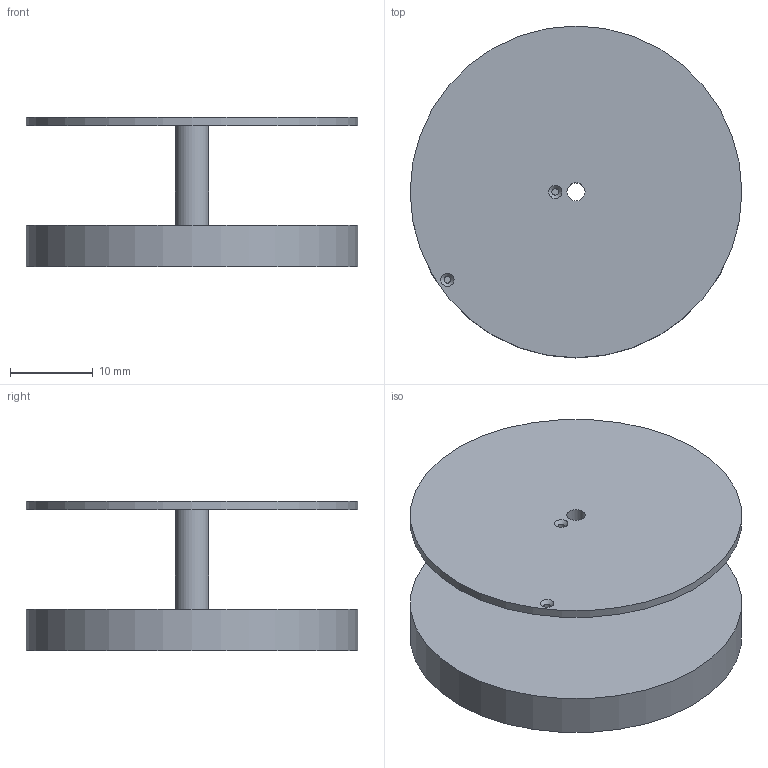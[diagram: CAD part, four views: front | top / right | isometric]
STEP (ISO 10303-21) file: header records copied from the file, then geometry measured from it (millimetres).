
FILE_DESCRIPTION(/* description */ (''),/* implementation_level */ '2;1');
FILE_NAME(/* name */ 'Bobbin_z.stp',/* time_stamp */ '2025-07-23T17:05:54+02:00',/* author */ ('gaiadaprato'),/* organization */ (''),/* preprocessor_version */ 'ST-DEVELOPER v19.2',/* originating_system */ 'Autodesk Inventor 2024',/* authorisation */ '');
FILE_SCHEMA (('AUTOMOTIVE_DESIGN { 1 0 10303 214 3 1 1 }'));
Length unit declared in the file: millimetre
Products named in the file (1): Bobbin_z
Bounding box: 40 x 40 x 18 mm (x, y, z)
Volume: 7575.1 mm3; surface area: 6099.4 mm2
Topology: 1 solids, 1 shells, 16 faces, 30 edges, 21 vertices
Faces by surface type: cylinder 8, plane 6, cone 2
Full cylindrical faces by diameter (mm): 0.8 x2, 2.2 x1, 2.459 x2, 4 x1, 40 x2
Entity records: 505 total; most frequent: DIRECTION 84, CARTESIAN_POINT 68, ORIENTED_EDGE 60, AXIS2_PLACEMENT_3D 37, EDGE_CURVE 30, EDGE_LOOP 26, CIRCLE 20, VERTEX_POINT 20
